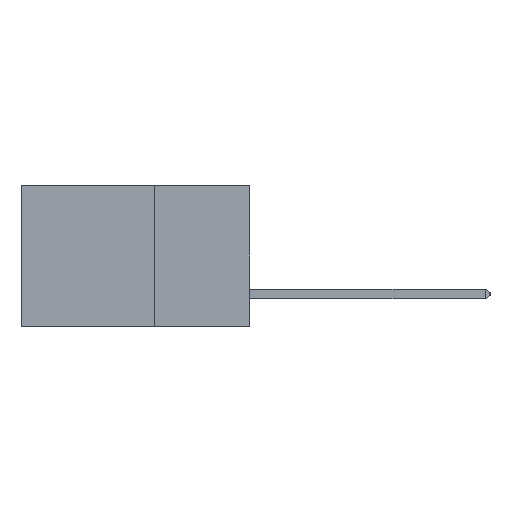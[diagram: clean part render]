
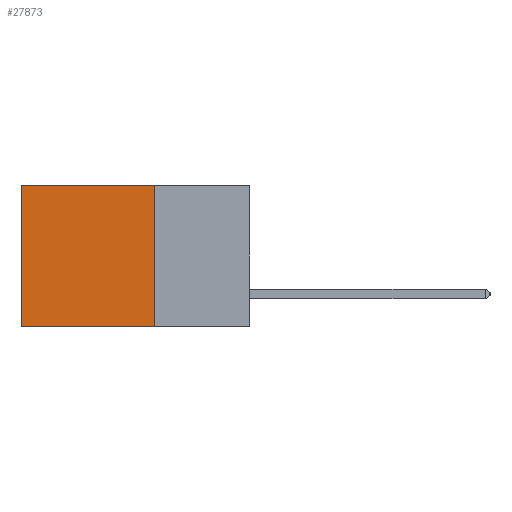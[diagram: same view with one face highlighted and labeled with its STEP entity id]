
A CAD part, left-side view. The second image highlights one B-rep face of the part: STEP entity #27873.
In plain terms, the highlighted planar face has unit normal (-1, 0, 0).
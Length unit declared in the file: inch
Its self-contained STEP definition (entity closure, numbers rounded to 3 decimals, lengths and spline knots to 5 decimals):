
#408 = DIRECTION ( 'NONE',  ( 0., 0., -1. ) ) ;
#693 = DIRECTION ( 'NONE',  ( 1., 0., 0. ) ) ;
#988 = CARTESIAN_POINT ( 'NONE',  ( 0.2875, 0.25, 0. ) ) ;
#3130 = VECTOR ( 'NONE', #18866, 39.37008 ) ;
#3721 = ORIENTED_EDGE ( 'NONE', *, *, #36438, .T. ) ;
#6855 = CARTESIAN_POINT ( 'NONE',  ( 0.2875, 0.25, -0.37 ) ) ;
#9940 = DIRECTION ( 'NONE',  ( 0., 1., 0. ) ) ;
#11867 = CARTESIAN_POINT ( 'NONE',  ( 0.2875, 0.25, 0. ) ) ;
#12185 = LINE ( 'NONE', #36540, #3130 ) ;
#12458 = CARTESIAN_POINT ( 'NONE',  ( 0.2875, 0.6, 0. ) ) ;
#12586 = ORIENTED_EDGE ( 'NONE', *, *, #38016, .F. ) ;
#12640 = VECTOR ( 'NONE', #9940, 39.37008 ) ;
#13890 = AXIS2_PLACEMENT_3D ( 'NONE', #36228, #693, #21629 ) ;
#14815 = LINE ( 'NONE', #11867, #29543 ) ;
#15673 = ORIENTED_EDGE ( 'NONE', *, *, #34999, .T. ) ;
#17472 = VERTEX_POINT ( 'NONE', #23263 ) ;
#17860 = VERTEX_POINT ( 'NONE', #988 ) ;
#18866 = DIRECTION ( 'NONE',  ( 0., 1., 0. ) ) ;
#21629 = DIRECTION ( 'NONE',  ( 0., 0., -1. ) ) ;
#23263 = CARTESIAN_POINT ( 'NONE',  ( 0.2875, 0.25, -0.37 ) ) ;
#24488 = EDGE_CURVE ( 'NONE', #17472, #28591, #36097, .T. ) ;
#24623 = FACE_OUTER_BOUND ( 'NONE', #28071, .T. ) ;
#27873 = ADVANCED_FACE ( 'NONE', ( #24623 ), #33293, .F. ) ;
#28071 = EDGE_LOOP ( 'NONE', ( #15673, #33686, #12586, #3721 ) ) ;
#28591 = VERTEX_POINT ( 'NONE', #30557 ) ;
#29543 = VECTOR ( 'NONE', #35420, 39.37008 ) ;
#30557 = CARTESIAN_POINT ( 'NONE',  ( 0.2875, 0.6, -0.37 ) ) ;
#31945 = CARTESIAN_POINT ( 'NONE',  ( 0.2875, 0.6, 0. ) ) ;
#32326 = VECTOR ( 'NONE', #408, 39.37008 ) ;
#33253 = LINE ( 'NONE', #12458, #32326 ) ;
#33293 = PLANE ( 'NONE',  #13890 ) ;
#33686 = ORIENTED_EDGE ( 'NONE', *, *, #24488, .F. ) ;
#34999 = EDGE_CURVE ( 'NONE', #37915, #28591, #33253, .T. ) ;
#35420 = DIRECTION ( 'NONE',  ( 0., 0., -1. ) ) ;
#36097 = LINE ( 'NONE', #6855, #12640 ) ;
#36228 = CARTESIAN_POINT ( 'NONE',  ( 0.2875, 0.25, 0. ) ) ;
#36438 = EDGE_CURVE ( 'NONE', #17860, #37915, #12185, .T. ) ;
#36540 = CARTESIAN_POINT ( 'NONE',  ( 0.2875, 0.25, 0. ) ) ;
#37915 = VERTEX_POINT ( 'NONE', #31945 ) ;
#38016 = EDGE_CURVE ( 'NONE', #17860, #17472, #14815, .T. ) ;
